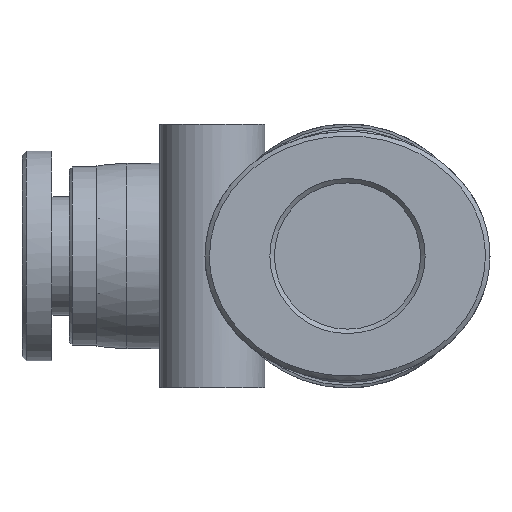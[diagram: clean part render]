
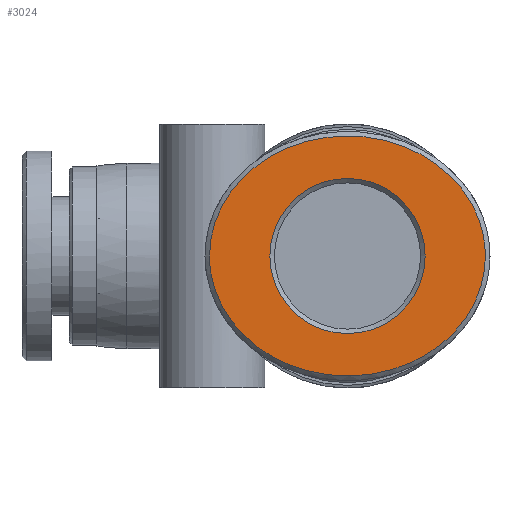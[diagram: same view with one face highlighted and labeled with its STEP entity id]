
A CAD part, left-side view. The second image highlights one B-rep face of the part: STEP entity #3024.
In plain terms, the highlighted face is planar.
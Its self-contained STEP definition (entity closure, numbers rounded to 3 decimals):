
#2951=CARTESIAN_POINT('',(9.2,5.8,0.));
#2952=VERTEX_POINT('',#2951);
#2982=CARTESIAN_POINT('',(9.2,5.8,0.));
#2983=CARTESIAN_POINT('',(9.2,5.8,1.19));
#2984=CARTESIAN_POINT('',(8.58,5.8,3.571));
#2985=CARTESIAN_POINT('',(5.951,5.8,6.456));
#2986=CARTESIAN_POINT('',(2.127,5.8,8.066));
#2987=CARTESIAN_POINT('',(-2.127,5.8,8.067));
#2988=CARTESIAN_POINT('',(-5.952,5.8,6.455));
#2989=CARTESIAN_POINT('',(-8.58,5.8,3.572));
#2990=CARTESIAN_POINT('',(-9.512,5.8,-0.001));
#2991=CARTESIAN_POINT('',(-8.681,5.8,-3.172));
#2992=CARTESIAN_POINT('',(-6.344,5.8,-6.179));
#2993=CARTESIAN_POINT('',(-2.605,5.8,-8.072));
#2994=CARTESIAN_POINT('',(2.129,5.8,-8.064));
#2995=CARTESIAN_POINT('',(5.95,5.8,-6.457));
#2996=CARTESIAN_POINT('',(8.581,5.8,-3.57));
#2997=CARTESIAN_POINT('',(9.2,5.8,-1.19));
#2998=CARTESIAN_POINT('',(9.2,5.8,0.));
#2999=B_SPLINE_CURVE_WITH_KNOTS('',3,(#2982,#2983,#2984,#2985,#2986,#2987,#2988,#2989,#2990,#2991,#2992,#2993,#2994,#2995,#2996,#2997,#2998),.UNSPECIFIED.,.T.,.U.,(4,1,1,1,1,1,1,1,1,1,1,1,1,1,4),(-3.142,-2.693,-2.244,-1.795,-1.346,-0.898,-0.449,0.,0.449,0.748,1.346,1.795,2.244,2.693,3.142),.UNSPECIFIED.);
#3000=EDGE_CURVE('',#2952,#2952,#2999,.T.);
#3005=CARTESIAN_POINT('',(0.,5.8,0.));
#3006=DIRECTION('',(0.0,-1.0,0.0));
#3007=DIRECTION('',(0.0,0.0,-1.0));
#3008=AXIS2_PLACEMENT_3D('',#3005,#3006,#3007);
#3009=PLANE('',#3008);
#3010=ORIENTED_EDGE('',*,*,#3000,.F.);
#3011=EDGE_LOOP('',(#3010));
#3012=FACE_OUTER_BOUND('',#3011,.T.);
#3013=CARTESIAN_POINT('',(5.175,5.8,0.));
#3014=VERTEX_POINT('',#3013);
#3015=CARTESIAN_POINT('',(0.,5.8,0.0));
#3016=DIRECTION('',(0.0,1.0,0.0));
#3017=DIRECTION('',(-1.0,0.0,0.0));
#3018=AXIS2_PLACEMENT_3D('',#3015,#3016,#3017);
#3019=CIRCLE('',#3018,5.175);
#3020=EDGE_CURVE('',#3014,#3014,#3019,.T.);
#3021=ORIENTED_EDGE('',*,*,#3020,.F.);
#3022=EDGE_LOOP('',(#3021));
#3023=FACE_BOUND('',#3022,.T.);
#3024=ADVANCED_FACE('',(#3012,#3023),#3009,.F.);
